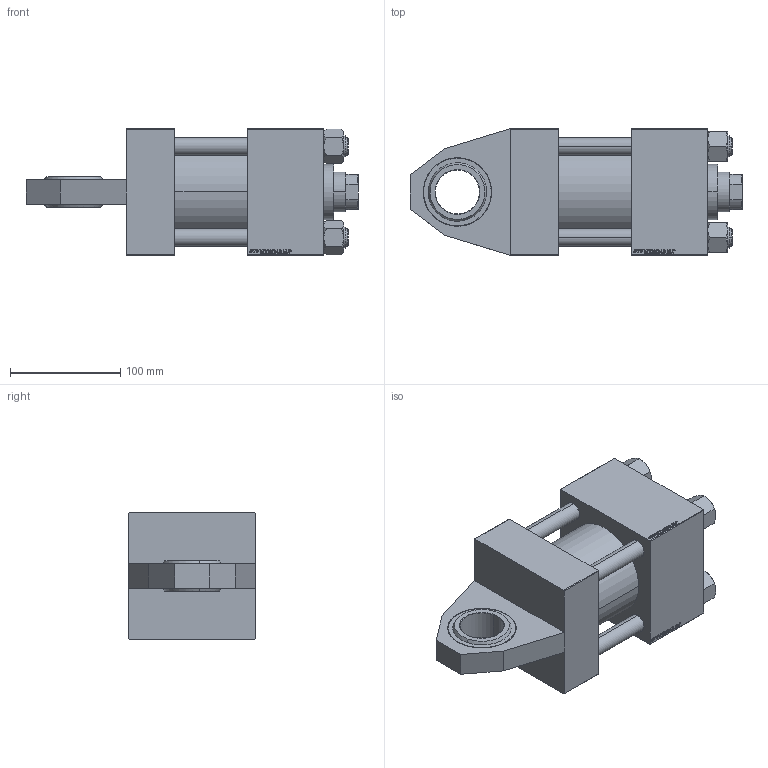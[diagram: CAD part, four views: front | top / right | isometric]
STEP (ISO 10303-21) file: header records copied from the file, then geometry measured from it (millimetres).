
FILE_DESCRIPTION (( 'STEP AP203' ), '1' );
FILE_NAME ('af24.STEP', '2022-04-15T02:35:22', ( '' ), ( '' ), 'SwSTEP 2.0', 'SolidWorks 2019', '' );
FILE_SCHEMA (( 'CONFIG_CONTROL_DESIGN' ));
Length unit declared in the file: millimetre
Products named in the file (7): V215CR_J_VNITRNI_KROUZEK 4d3040aeff52fce545f093e3b0b02d05; af24; NUT_M5_J 4d3040aeff52fce545f093e3b0b02d05; V215_VC_A 4d3040aeff52fce545f093e3b0b02d05; V215CR_J_Body 4d3040aeff52fce545f093e3b0b02d05; V215CR_TYCINKA_J 4d3040aeff52fce545f093e3b0b02d05; V215CR_VCP_J 4d3040aeff52fce545f093e3b0b02d05
Assembly tree (12 placements, depth 2):
  af24
    V215CR_J_Body 4d3040aeff52fce545f093e3b0b02d05
    V215CR_J_VNITRNI_KROUZEK 4d3040aeff52fce545f093e3b0b02d05
    V215CR_VCP_J 4d3040aeff52fce545f093e3b0b02d05
    V215CR_TYCINKA_J 4d3040aeff52fce545f093e3b0b02d05  x4
    NUT_M5_J 4d3040aeff52fce545f093e3b0b02d05  x4
    V215_VC_A 4d3040aeff52fce545f093e3b0b02d05
Bounding box: 301 x 115 x 115 mm (x, y, z)
Volume: 1948176.7 mm3; surface area: 300004.8 mm2
Topology: 12 solids, 12 shells, 1193 faces, 3014 edges, 1959 vertices
Faces by surface type: plane 564, bspline 392, cone 128, cylinder 89, torus 20
Entity records: 50683 total; most frequent: CARTESIAN_POINT 27192, ORIENTED_EDGE 5292, DIRECTION 3386, EDGE_CURVE 2646, VERTEX_POINT 1737, VECTOR 1580, LINE 1580, EDGE_LOOP 1167
